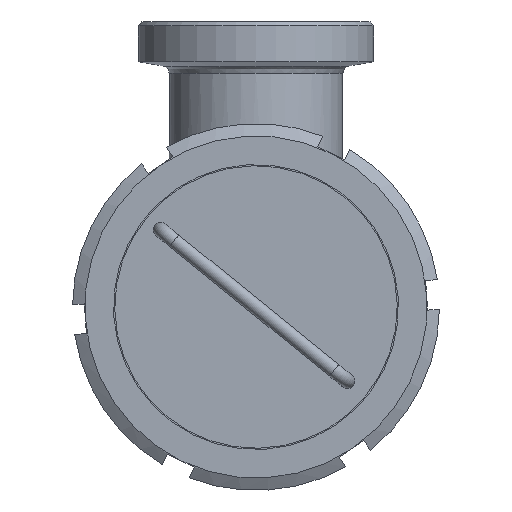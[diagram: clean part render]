
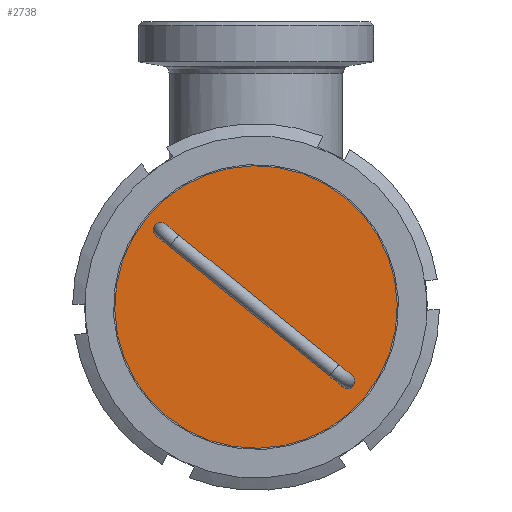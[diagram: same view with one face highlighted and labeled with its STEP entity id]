
A CAD part, left-side view. The second image highlights one B-rep face of the part: STEP entity #2738.
In plain terms, the highlighted planar face has unit normal (-1, 0, 0).
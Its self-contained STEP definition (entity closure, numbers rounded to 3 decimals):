
#2700=CARTESIAN_POINT('',(-226.,17.942,-22.144));
#2701=DIRECTION('',(-1.0,0.0,0.0));
#2702=DIRECTION('',(0.0,0.777,0.63));
#2703=AXIS2_PLACEMENT_3D('',#2700,#2701,#2702);
#2704=PLANE('',#2703);
#2705=CARTESIAN_POINT('',(-226.,35.883,-44.288));
#2706=VERTEX_POINT('',#2705);
#2707=CARTESIAN_POINT('',(-226.,0.,0.));
#2708=DIRECTION('',(-1.0,0.0,0.0));
#2709=DIRECTION('',(0.0,0.63,-0.777));
#2710=AXIS2_PLACEMENT_3D('',#2707,#2708,#2709);
#2711=CIRCLE('',#2710,57.0);
#2712=EDGE_CURVE('',#2706,#2706,#2711,.T.);
#2713=ORIENTED_EDGE('',*,*,#2712,.T.);
#2714=EDGE_LOOP('',(#2713));
#2715=FACE_OUTER_BOUND('',#2714,.T.);
#2716=CARTESIAN_POINT('',(-226.,40.791,33.05));
#2717=VERTEX_POINT('',#2716);
#2718=CARTESIAN_POINT('',(-226.,38.46,31.162));
#2719=DIRECTION('',(1.0,0.,0.));
#2720=DIRECTION('',(0.,-0.777,-0.63));
#2721=AXIS2_PLACEMENT_3D('',#2718,#2719,#2720);
#2722=CIRCLE('',#2721,3.);
#2723=EDGE_CURVE('',#2717,#2717,#2722,.T.);
#2724=ORIENTED_EDGE('',*,*,#2723,.T.);
#2725=EDGE_LOOP('',(#2724));
#2726=FACE_BOUND('',#2725,.T.);
#2727=CARTESIAN_POINT('',(-226.,-39.237,-31.791));
#2728=VERTEX_POINT('',#2727);
#2729=CARTESIAN_POINT('',(-226.,-36.906,-29.903));
#2730=DIRECTION('',(1.0,0.,0.));
#2731=DIRECTION('',(0.,0.777,0.63));
#2732=AXIS2_PLACEMENT_3D('',#2729,#2730,#2731);
#2733=CIRCLE('',#2732,3.);
#2734=EDGE_CURVE('',#2728,#2728,#2733,.T.);
#2735=ORIENTED_EDGE('',*,*,#2734,.T.);
#2736=EDGE_LOOP('',(#2735));
#2737=FACE_BOUND('',#2736,.T.);
#2738=ADVANCED_FACE('',(#2715,#2726,#2737),#2704,.T.);
